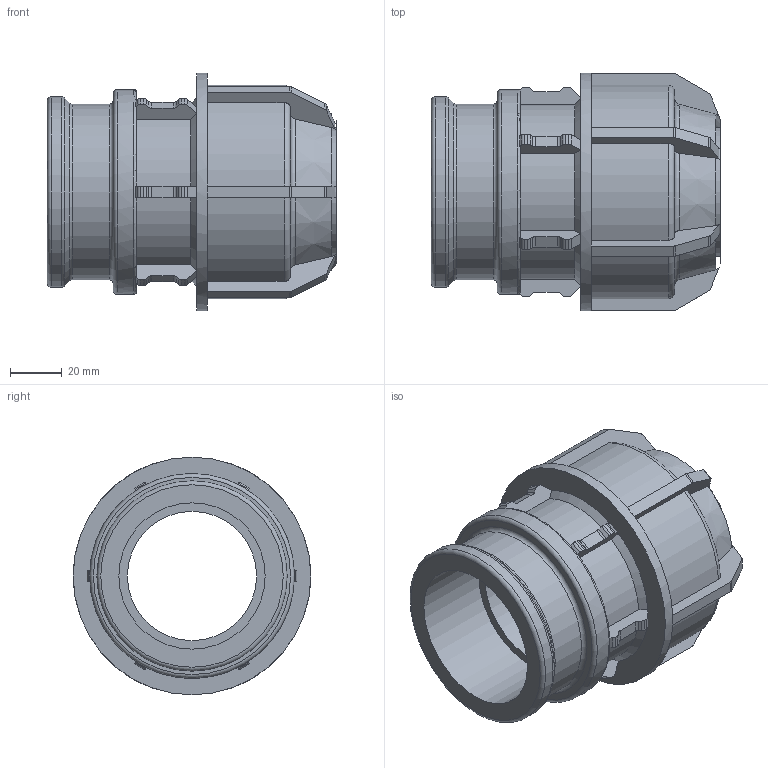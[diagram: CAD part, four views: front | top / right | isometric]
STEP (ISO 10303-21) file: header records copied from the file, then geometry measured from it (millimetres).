
FILE_DESCRIPTION(/* description */ ('PLASSON L.14 FEMALE ADAPTOR (SILVER) 50-2"'),/* implementation_level */ '2;1');
FILE_NAME(/* name */ '140300050020.ipt.stp',/* time_stamp */ '2018-04-09T13:03:15+03:00',/* author */ ('KIM'),/* organization */ (''),/* preprocessor_version */ 'ST-DEVELOPER v15.6',/* originating_system */ 'Autodesk Inventor 2015',/* authorisation */ '');
FILE_SCHEMA (('AUTOMOTIVE_DESIGN { 1 0 10303 214 3 1 1 }'));
Length unit declared in the file: millimetre
Products named in the file (1): 140300050020
Bounding box: 112 x 92 x 92 mm (x, y, z)
Volume: 259258.6 mm3; surface area: 60058.5 mm2
Topology: 1 solids, 1 shells, 260 faces, 714 edges, 453 vertices
Faces by surface type: plane 159, cylinder 67, torus 20, cone 14
Full cylindrical faces by diameter (mm): 50 x2, 56.656 x1, 67.987 x1, 73.653 x1, 79.318 x1, 92 x1
Entity records: 8274 total; most frequent: CARTESIAN_POINT 1978, ORIENTED_EDGE 1348, DIRECTION 1270, EDGE_CURVE 674, AXIS2_PLACEMENT_3D 458, VERTEX_POINT 440, LINE 354, VECTOR 354
